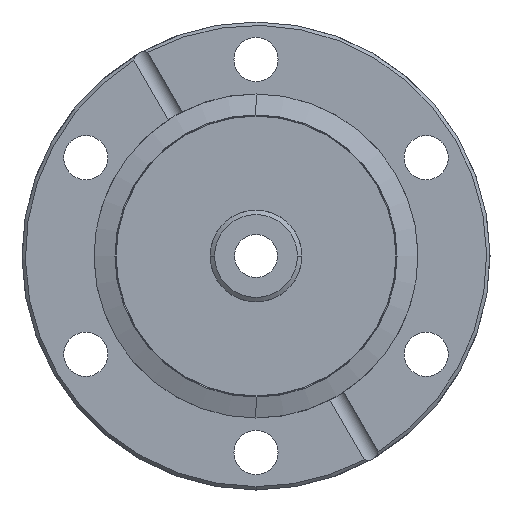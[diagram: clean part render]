
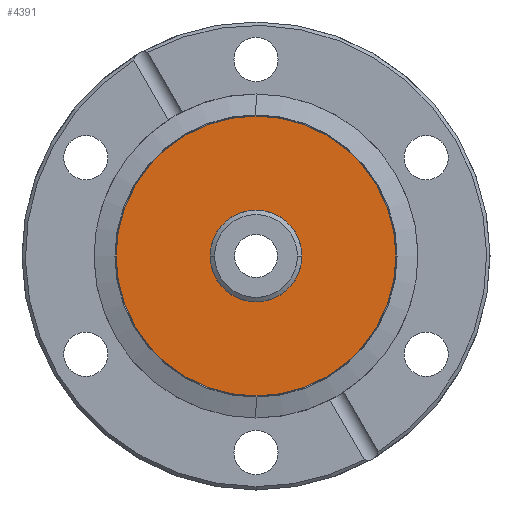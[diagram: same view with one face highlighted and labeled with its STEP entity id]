
A CAD part, left-side view. The second image highlights one B-rep face of the part: STEP entity #4391.
In plain terms, the highlighted planar face has unit normal (-1, 0, 0).
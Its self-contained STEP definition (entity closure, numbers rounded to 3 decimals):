
#3 = CARTESIAN_POINT ( 'NONE',  ( 1.2, 0., -6.86 ) ) ;
#15 = VERTEX_POINT ( 'NONE', #2525 ) ;
#34 = AXIS2_PLACEMENT_3D ( 'NONE', #4931, #2584, #327 ) ;
#327 = DIRECTION ( 'NONE',  ( 0., 0., 1. ) ) ;
#336 = CARTESIAN_POINT ( 'NONE',  ( 1.2, 0., 6.86 ) ) ;
#377 = DIRECTION ( 'NONE',  ( -1., 0., 0. ) ) ;
#402 = ORIENTED_EDGE ( 'NONE', *, *, #540, .F. ) ;
#517 = CIRCLE ( 'NONE', #34, 20.898 ) ;
#525 = CIRCLE ( 'NONE', #1421, 6.86 ) ;
#540 = EDGE_CURVE ( 'NONE', #1717, #2700, #525, .T. ) ;
#597 = CARTESIAN_POINT ( 'NONE',  ( 1.2, 0., -20.898 ) ) ;
#905 = DIRECTION ( 'NONE',  ( 0., 0., 1. ) ) ;
#1012 = ORIENTED_EDGE ( 'NONE', *, *, #2587, .F. ) ;
#1052 = FACE_OUTER_BOUND ( 'NONE', #3215, .T. ) ;
#1119 = DIRECTION ( 'NONE',  ( -1., 0., 0. ) ) ;
#1152 = CARTESIAN_POINT ( 'NONE',  ( 1.2, 0., 0. ) ) ;
#1232 = CIRCLE ( 'NONE', #2475, 20.898 ) ;
#1236 = AXIS2_PLACEMENT_3D ( 'NONE', #1152, #1119, #905 ) ;
#1421 = AXIS2_PLACEMENT_3D ( 'NONE', #4716, #4735, #4791 ) ;
#1717 = VERTEX_POINT ( 'NONE', #3 ) ;
#1841 = EDGE_CURVE ( 'NONE', #4671, #15, #1232, .T. ) ;
#1968 = CIRCLE ( 'NONE', #1236, 6.86 ) ;
#2273 = ORIENTED_EDGE ( 'NONE', *, *, #4308, .T. ) ;
#2475 = AXIS2_PLACEMENT_3D ( 'NONE', #4599, #4633, #4658 ) ;
#2525 = CARTESIAN_POINT ( 'NONE',  ( 1.2, 0., 20.898 ) ) ;
#2584 = DIRECTION ( 'NONE',  ( -1., 0., 0. ) ) ;
#2587 = EDGE_CURVE ( 'NONE', #2700, #1717, #1968, .T. ) ;
#2642 = CARTESIAN_POINT ( 'NONE',  ( 1.2, 0., 0. ) ) ;
#2700 = VERTEX_POINT ( 'NONE', #336 ) ;
#3056 = DIRECTION ( 'NONE',  ( 0., 0., 1. ) ) ;
#3215 = EDGE_LOOP ( 'NONE', ( #2273, #4790 ) ) ;
#3670 = AXIS2_PLACEMENT_3D ( 'NONE', #2642, #377, #3056 ) ;
#3864 = EDGE_LOOP ( 'NONE', ( #1012, #402 ) ) ;
#4017 = FACE_BOUND ( 'NONE', #3864, .T. ) ;
#4308 = EDGE_CURVE ( 'NONE', #15, #4671, #517, .T. ) ;
#4391 = ADVANCED_FACE ( 'NONE', ( #4017, #1052 ), #4971, .T. ) ;
#4599 = CARTESIAN_POINT ( 'NONE',  ( 1.2, 0., 0. ) ) ;
#4633 = DIRECTION ( 'NONE',  ( -1., 0., 0. ) ) ;
#4658 = DIRECTION ( 'NONE',  ( 0., 0., 1. ) ) ;
#4671 = VERTEX_POINT ( 'NONE', #597 ) ;
#4716 = CARTESIAN_POINT ( 'NONE',  ( 1.2, 0., 0. ) ) ;
#4735 = DIRECTION ( 'NONE',  ( -1., 0., 0. ) ) ;
#4790 = ORIENTED_EDGE ( 'NONE', *, *, #1841, .T. ) ;
#4791 = DIRECTION ( 'NONE',  ( 0., 0., 1. ) ) ;
#4931 = CARTESIAN_POINT ( 'NONE',  ( 1.2, 0., 0. ) ) ;
#4971 = PLANE ( 'NONE',  #3670 ) ;
